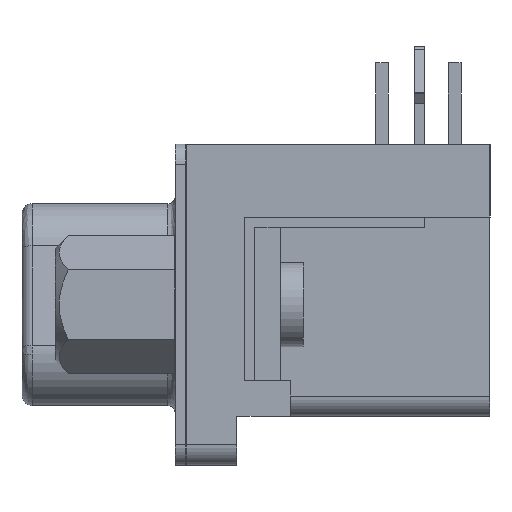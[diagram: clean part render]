
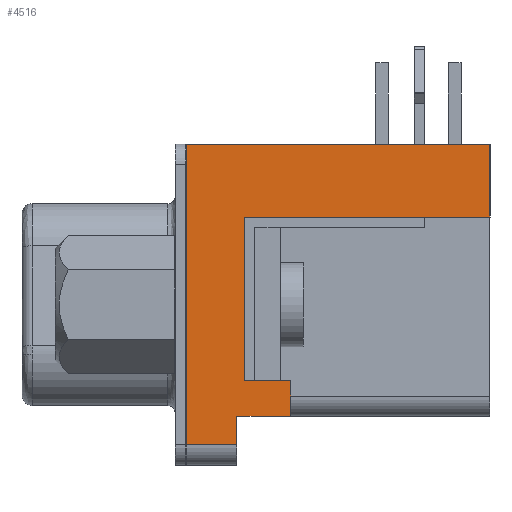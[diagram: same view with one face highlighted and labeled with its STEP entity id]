
A CAD part, left-side view. The second image highlights one B-rep face of the part: STEP entity #4516.
In plain terms, the highlighted planar face has unit normal (-1, 0, 0).
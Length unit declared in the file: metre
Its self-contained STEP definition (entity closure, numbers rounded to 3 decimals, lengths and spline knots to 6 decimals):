
#180 = EDGE_CURVE ( 'NONE', #736, #243, #7847, .T. ) ;
#243 = VERTEX_POINT ( 'NONE', #7133 ) ;
#346 = CARTESIAN_POINT ( 'NONE',  ( -0.015405, -0.0023, -0.002975 ) ) ;
#450 = DIRECTION ( 'NONE',  ( 0., 0., -1. ) ) ;
#736 = VERTEX_POINT ( 'NONE', #6840 ) ;
#773 = ORIENTED_EDGE ( 'NONE', *, *, #1779, .T. ) ;
#838 = LINE ( 'NONE', #10826, #11057 ) ;
#913 = DIRECTION ( 'NONE',  ( -1., 0., 0. ) ) ;
#1281 = CARTESIAN_POINT ( 'NONE',  ( -0.015405, -0.0119, -0.005475 ) ) ;
#1399 = LINE ( 'NONE', #5212, #5446 ) ;
#1779 = EDGE_CURVE ( 'NONE', #2304, #3837, #7191, .T. ) ;
#1896 = VECTOR ( 'NONE', #5072, 1. ) ;
#2146 = VERTEX_POINT ( 'NONE', #11162 ) ;
#2256 = LINE ( 'NONE', #5653, #8111 ) ;
#2304 = VERTEX_POINT ( 'NONE', #2963 ) ;
#2962 = LINE ( 'NONE', #8791, #10022 ) ;
#2963 = CARTESIAN_POINT ( 'NONE',  ( -0.015405, -0.0119, 0.003425 ) ) ;
#3177 = EDGE_CURVE ( 'NONE', #11734, #2304, #2256, .T. ) ;
#3437 = VERTEX_POINT ( 'NONE', #346 ) ;
#3616 = LINE ( 'NONE', #9345, #9029 ) ;
#3817 = ORIENTED_EDGE ( 'NONE', *, *, #5603, .T. ) ;
#3837 = VERTEX_POINT ( 'NONE', #10570 ) ;
#4149 = AXIS2_PLACEMENT_3D ( 'NONE', #8582, #913, #7654 ) ;
#4224 = CARTESIAN_POINT ( 'NONE',  ( -0.015405, -0.0041, -0.002975 ) ) ;
#4256 = DIRECTION ( 'NONE',  ( 0., 0., 1. ) ) ;
#4323 = ORIENTED_EDGE ( 'NONE', *, *, #7749, .T. ) ;
#4516 = ADVANCED_FACE ( 'NONE', ( #5811 ), #11445, .T. ) ;
#4535 = VERTEX_POINT ( 'NONE', #6632 ) ;
#4695 = EDGE_CURVE ( 'NONE', #3837, #2146, #2962, .T. ) ;
#5020 = DIRECTION ( 'NONE',  ( 0., 0., 1. ) ) ;
#5051 = VECTOR ( 'NONE', #9573, 1. ) ;
#5072 = DIRECTION ( 'NONE',  ( 0., 1., 0. ) ) ;
#5212 = CARTESIAN_POINT ( 'NONE',  ( -0.015405, -0.002, -0.004375 ) ) ;
#5446 = VECTOR ( 'NONE', #450, 1. ) ;
#5567 = DIRECTION ( 'NONE',  ( 0., -1., 0. ) ) ;
#5603 = EDGE_CURVE ( 'NONE', #3437, #11734, #838, .T. ) ;
#5653 = CARTESIAN_POINT ( 'NONE',  ( -0.015405, 0., 0.003425 ) ) ;
#5730 = VECTOR ( 'NONE', #6038, 1. ) ;
#5811 = FACE_OUTER_BOUND ( 'NONE', #9356, .T. ) ;
#5881 = DIRECTION ( 'NONE',  ( 0., 0., 1. ) ) ;
#5942 = CARTESIAN_POINT ( 'NONE',  ( -0.015405, -0.0023, 0.003425 ) ) ;
#5988 = CARTESIAN_POINT ( 'NONE',  ( -0.015405, 0., -0.005475 ) ) ;
#6038 = DIRECTION ( 'NONE',  ( 0., -1., 0. ) ) ;
#6186 = LINE ( 'NONE', #10732, #9954 ) ;
#6303 = VERTEX_POINT ( 'NONE', #8993 ) ;
#6539 = ORIENTED_EDGE ( 'NONE', *, *, #8468, .T. ) ;
#6632 = CARTESIAN_POINT ( 'NONE',  ( -0.015405, -0.0041, -0.004375 ) ) ;
#6840 = CARTESIAN_POINT ( 'NONE',  ( -0.015405, -0.00002, -0.005475 ) ) ;
#6910 = ORIENTED_EDGE ( 'NONE', *, *, #180, .T. ) ;
#6981 = LINE ( 'NONE', #9897, #1896 ) ;
#7133 = CARTESIAN_POINT ( 'NONE',  ( -0.015405, -0.002, -0.005475 ) ) ;
#7191 = LINE ( 'NONE', #1281, #8701 ) ;
#7654 = DIRECTION ( 'NONE',  ( 0., 0., 1. ) ) ;
#7749 = EDGE_CURVE ( 'NONE', #6303, #4535, #3616, .T. ) ;
#7847 = LINE ( 'NONE', #5988, #5730 ) ;
#8041 = DIRECTION ( 'NONE',  ( 0., 1., 0. ) ) ;
#8111 = VECTOR ( 'NONE', #8469, 1. ) ;
#8468 = EDGE_CURVE ( 'NONE', #4535, #9962, #10787, .T. ) ;
#8469 = DIRECTION ( 'NONE',  ( 0., -1., 0. ) ) ;
#8582 = CARTESIAN_POINT ( 'NONE',  ( -0.015405, 0., -0.005475 ) ) ;
#8667 = ORIENTED_EDGE ( 'NONE', *, *, #11130, .F. ) ;
#8701 = VECTOR ( 'NONE', #4256, 1. ) ;
#8791 = CARTESIAN_POINT ( 'NONE',  ( -0.015405, 0., 0.006275 ) ) ;
#8993 = CARTESIAN_POINT ( 'NONE',  ( -0.015405, -0.002, -0.004375 ) ) ;
#9029 = VECTOR ( 'NONE', #5567, 1. ) ;
#9251 = EDGE_CURVE ( 'NONE', #9962, #3437, #6981, .T. ) ;
#9345 = CARTESIAN_POINT ( 'NONE',  ( -0.015405, 0., -0.004375 ) ) ;
#9356 = EDGE_LOOP ( 'NONE', ( #773, #12177, #8667, #6910, #12283, #4323, #6539, #9881, #3817, #10584 ) ) ;
#9573 = DIRECTION ( 'NONE',  ( 0., 0., 1. ) ) ;
#9881 = ORIENTED_EDGE ( 'NONE', *, *, #9251, .T. ) ;
#9897 = CARTESIAN_POINT ( 'NONE',  ( -0.015405, 0., -0.002975 ) ) ;
#9954 = VECTOR ( 'NONE', #5881, 1. ) ;
#9962 = VERTEX_POINT ( 'NONE', #4224 ) ;
#10022 = VECTOR ( 'NONE', #8041, 1. ) ;
#10570 = CARTESIAN_POINT ( 'NONE',  ( -0.015405, -0.0119, 0.006275 ) ) ;
#10584 = ORIENTED_EDGE ( 'NONE', *, *, #3177, .T. ) ;
#10732 = CARTESIAN_POINT ( 'NONE',  ( -0.015405, -0.00002, 0. ) ) ;
#10787 = LINE ( 'NONE', #12198, #5051 ) ;
#10826 = CARTESIAN_POINT ( 'NONE',  ( -0.015405, -0.0023, -0.005475 ) ) ;
#11057 = VECTOR ( 'NONE', #5020, 1. ) ;
#11130 = EDGE_CURVE ( 'NONE', #736, #2146, #6186, .T. ) ;
#11162 = CARTESIAN_POINT ( 'NONE',  ( -0.015405, -0.00002, 0.006275 ) ) ;
#11255 = EDGE_CURVE ( 'NONE', #6303, #243, #1399, .T. ) ;
#11445 = PLANE ( 'NONE',  #4149 ) ;
#11734 = VERTEX_POINT ( 'NONE', #5942 ) ;
#12177 = ORIENTED_EDGE ( 'NONE', *, *, #4695, .T. ) ;
#12198 = CARTESIAN_POINT ( 'NONE',  ( -0.015405, -0.0041, -0.002975 ) ) ;
#12283 = ORIENTED_EDGE ( 'NONE', *, *, #11255, .F. ) ;
